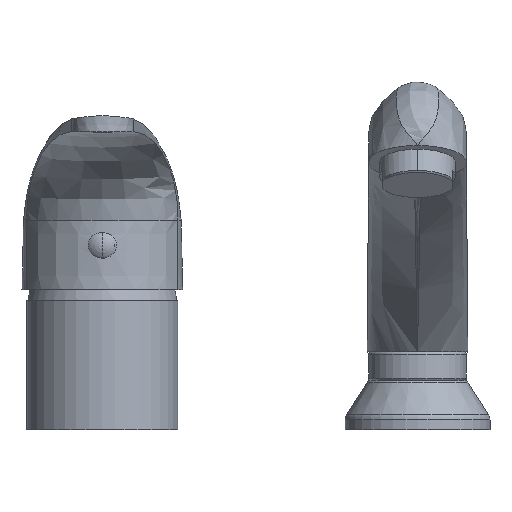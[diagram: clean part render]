
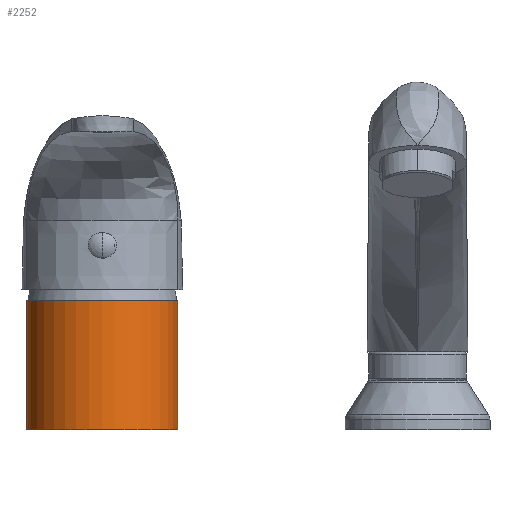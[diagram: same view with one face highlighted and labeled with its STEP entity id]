
A CAD part, top view. The second image highlights one B-rep face of the part: STEP entity #2252.
In plain terms, the highlighted cylindrical face has radius 24 mm (diameter 48 mm), a partial arc.
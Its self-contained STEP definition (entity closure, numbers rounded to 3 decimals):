
#524=CARTESIAN_POINT('',(0.,41.,0.));
#525=DIRECTION('',(0.,-1.,0.));
#526=DIRECTION('',(1.,0.,0.));
#527=AXIS2_PLACEMENT_3D('',#524,#525,#526);
#544=CARTESIAN_POINT('',(0.,0.,0.));
#545=DIRECTION('',(0.,-1.,0.));
#546=DIRECTION('',(1.,0.,0.));
#547=AXIS2_PLACEMENT_3D('',#544,#545,#546);
#549=DIRECTION('',(0.,1.,0.));
#550=VECTOR('',#549,41.);
#551=CARTESIAN_POINT('',(24.,0.,0.));
#552=LINE('',#551,#550);
#553=DIRECTION('',(0.,1.,0.));
#554=VECTOR('',#553,41.);
#555=CARTESIAN_POINT('',(-24.,0.,0.));
#556=LINE('',#555,#554);
#1449=CARTESIAN_POINT('',(24.,0.,0.));
#1450=CARTESIAN_POINT('',(24.,41.,0.));
#1451=VERTEX_POINT('',#1449);
#1452=VERTEX_POINT('',#1450);
#1453=CARTESIAN_POINT('',(-24.,0.,0.));
#1454=CARTESIAN_POINT('',(-24.,41.,0.));
#1455=VERTEX_POINT('',#1453);
#1456=VERTEX_POINT('',#1454);
#2238=CARTESIAN_POINT('',(0.,43.475,0.));
#2239=DIRECTION('',(0.,-1.,0.));
#2240=DIRECTION('',(-1.,0.,0.));
#2241=AXIS2_PLACEMENT_3D('',#2238,#2239,#2240);
#2242=CYLINDRICAL_SURFACE('',#2241,24.);
#2244=ORIENTED_EDGE('',*,*,#2243,.F.);
#2246=ORIENTED_EDGE('',*,*,#2245,.T.);
#2248=ORIENTED_EDGE('',*,*,#2247,.T.);
#2249=ORIENTED_EDGE('',*,*,#2219,.F.);
#2250=EDGE_LOOP('',(#2244,#2246,#2248,#2249));
#2251=FACE_OUTER_BOUND('',#2250,.F.);
#2252=ADVANCED_FACE('',(#2251),#2242,.T.);
#528=CIRCLE('',#527,24.);
#548=CIRCLE('',#547,24.);
#2219=EDGE_CURVE('',#1452,#1456,#528,.T.);
#2243=EDGE_CURVE('',#1451,#1452,#552,.T.);
#2245=EDGE_CURVE('',#1451,#1455,#548,.T.);
#2247=EDGE_CURVE('',#1455,#1456,#556,.T.);
